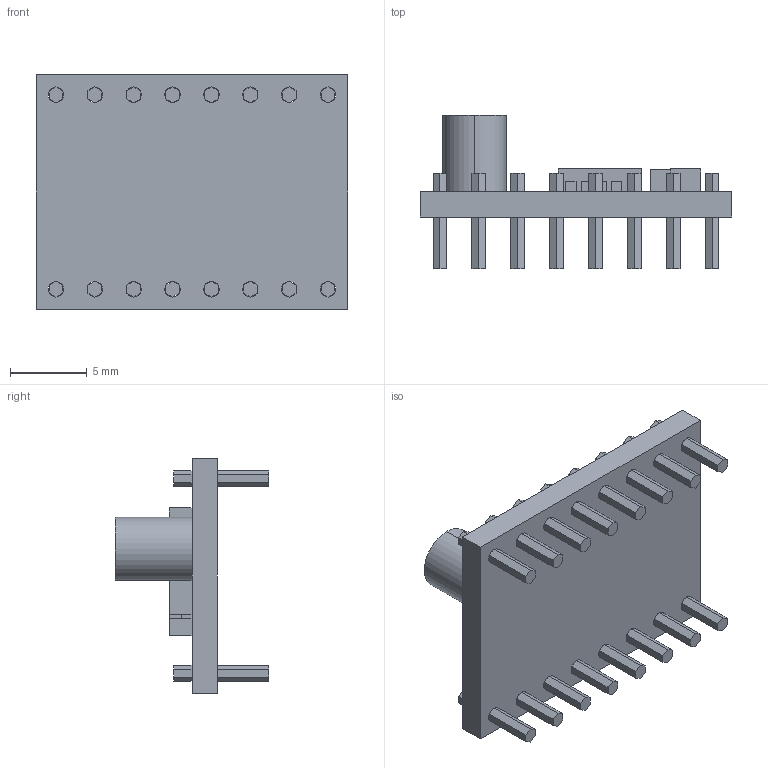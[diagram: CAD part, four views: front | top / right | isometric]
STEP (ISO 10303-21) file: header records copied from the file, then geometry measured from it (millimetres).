
FILE_DESCRIPTION (( 'STEP AP203' ), '1' );
FILE_NAME ('dac2.STEP', '2018-09-18T22:34:02', ( '' ), ( '' ), 'SwSTEP 2.0', 'SolidWorks 2018', '' );
FILE_SCHEMA (( 'CONFIG_CONTROL_DESIGN' ));
Length unit declared in the file: millimetre
Products named in the file (1): dac2
Bounding box: 20.32 x 10 x 15.34 mm (x, y, z)
Volume: 682 mm3; surface area: 1245.6 mm2
Topology: 1 solids, 1 shells, 298 faces, 1348 edges, 898 vertices
Faces by surface type: plane 196, cylinder 100, torus 2
Entity records: 13981 total; most frequent: ORIENTED_EDGE 2696, CARTESIAN_POINT 2545, DIRECTION 2150, EDGE_CURVE 1348, LINE 1144, VECTOR 1144, VERTEX_POINT 898, AXIS2_PLACEMENT_3D 503
